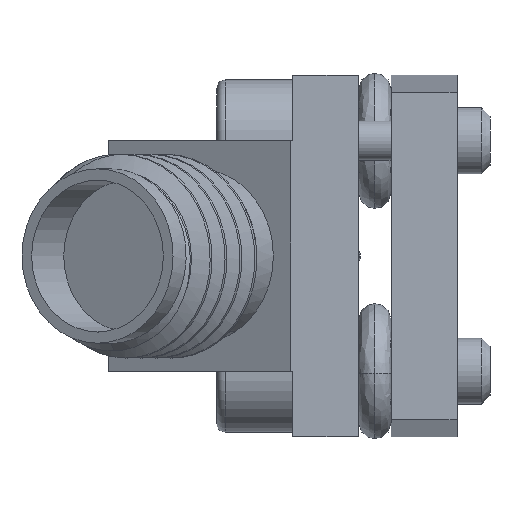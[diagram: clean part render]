
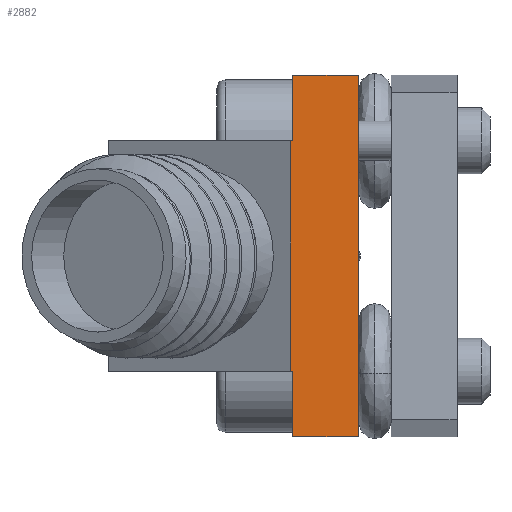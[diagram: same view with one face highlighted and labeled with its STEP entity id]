
A CAD part, left-side view. The second image highlights one B-rep face of the part: STEP entity #2882.
In plain terms, the highlighted planar face has unit normal (-1, 0, 0).
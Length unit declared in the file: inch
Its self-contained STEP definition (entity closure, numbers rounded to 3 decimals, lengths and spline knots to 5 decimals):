
#42 = DIRECTION ( 'NONE',  ( 0., 0., 1. ) ) ;
#88 = CARTESIAN_POINT ( 'NONE',  ( 0., 0.081, 0.1378 ) ) ;
#120 = CARTESIAN_POINT ( 'NONE',  ( 0., 0.07874, -0.21654 ) ) ;
#199 = VECTOR ( 'NONE', #6139, 39.37008 ) ;
#338 = ORIENTED_EDGE ( 'NONE', *, *, #3190, .T. ) ;
#372 = DIRECTION ( 'NONE',  ( 0., -1., 0. ) ) ;
#515 = CARTESIAN_POINT ( 'NONE',  ( 0., 0., 0. ) ) ;
#539 = CARTESIAN_POINT ( 'NONE',  ( 0., 0., -0.21654 ) ) ;
#561 = VERTEX_POINT ( 'NONE', #3501 ) ;
#758 = DIRECTION ( 'NONE',  ( 0., 0., -1. ) ) ;
#824 = VERTEX_POINT ( 'NONE', #2525 ) ;
#935 = VERTEX_POINT ( 'NONE', #88 ) ;
#1003 = EDGE_CURVE ( 'NONE', #561, #2130, #6015, .T. ) ;
#1077 = CARTESIAN_POINT ( 'NONE',  ( 0., 0.07874, 0.21654 ) ) ;
#1143 = EDGE_LOOP ( 'NONE', ( #1424, #2032, #338, #5712, #5270, #2279, #6115, #4472 ) ) ;
#1233 = LINE ( 'NONE', #120, #1891 ) ;
#1424 = ORIENTED_EDGE ( 'NONE', *, *, #1003, .T. ) ;
#1438 = CARTESIAN_POINT ( 'NONE',  ( 0., 0., 0.21654 ) ) ;
#1474 = VERTEX_POINT ( 'NONE', #3216 ) ;
#1507 = VECTOR ( 'NONE', #758, 39.37008 ) ;
#1570 = FACE_OUTER_BOUND ( 'NONE', #1143, .T. ) ;
#1891 = VECTOR ( 'NONE', #2245, 39.37008 ) ;
#2032 = ORIENTED_EDGE ( 'NONE', *, *, #6550, .T. ) ;
#2038 = LINE ( 'NONE', #1438, #5244 ) ;
#2130 = VERTEX_POINT ( 'NONE', #3771 ) ;
#2245 = DIRECTION ( 'NONE',  ( 0., 0., -1. ) ) ;
#2279 = ORIENTED_EDGE ( 'NONE', *, *, #2693, .T. ) ;
#2525 = CARTESIAN_POINT ( 'NONE',  ( 0., 0., -0.21654 ) ) ;
#2693 = EDGE_CURVE ( 'NONE', #6154, #1474, #1233, .T. ) ;
#2882 = ADVANCED_FACE ( 'NONE', ( #1570 ), #3213, .T. ) ;
#2928 = LINE ( 'NONE', #5125, #199 ) ;
#3092 = CARTESIAN_POINT ( 'NONE',  ( 0., 0.07874, -0.21654 ) ) ;
#3190 = EDGE_CURVE ( 'NONE', #6702, #824, #4382, .T. ) ;
#3213 = PLANE ( 'NONE',  #3358 ) ;
#3216 = CARTESIAN_POINT ( 'NONE',  ( 0., 0.07874, 0.1378 ) ) ;
#3294 = DIRECTION ( 'NONE',  ( 0., -1., 0. ) ) ;
#3317 = DIRECTION ( 'NONE',  ( 0., -1., 0. ) ) ;
#3358 = AXIS2_PLACEMENT_3D ( 'NONE', #539, #6396, #42 ) ;
#3478 = LINE ( 'NONE', #4653, #4922 ) ;
#3501 = CARTESIAN_POINT ( 'NONE',  ( 0., 0.081, -0.1378 ) ) ;
#3771 = CARTESIAN_POINT ( 'NONE',  ( 0., 0.07874, -0.1378 ) ) ;
#3903 = CARTESIAN_POINT ( 'NONE',  ( 0., 0., -0.1378 ) ) ;
#4009 = LINE ( 'NONE', #6125, #1507 ) ;
#4033 = VECTOR ( 'NONE', #3317, 39.37008 ) ;
#4369 = EDGE_CURVE ( 'NONE', #935, #561, #4009, .T. ) ;
#4382 = LINE ( 'NONE', #6530, #4033 ) ;
#4472 = ORIENTED_EDGE ( 'NONE', *, *, #4369, .T. ) ;
#4653 = CARTESIAN_POINT ( 'NONE',  ( 0., 0.07874, -0.21654 ) ) ;
#4922 = VECTOR ( 'NONE', #5581, 39.37008 ) ;
#5125 = CARTESIAN_POINT ( 'NONE',  ( 0., 0., 0.1378 ) ) ;
#5179 = DIRECTION ( 'NONE',  ( 0., 0., 1. ) ) ;
#5244 = VECTOR ( 'NONE', #372, 39.37008 ) ;
#5270 = ORIENTED_EDGE ( 'NONE', *, *, #5738, .F. ) ;
#5320 = LINE ( 'NONE', #515, #5583 ) ;
#5579 = VECTOR ( 'NONE', #3294, 39.37008 ) ;
#5581 = DIRECTION ( 'NONE',  ( 0., 0., -1. ) ) ;
#5583 = VECTOR ( 'NONE', #5179, 39.37008 ) ;
#5712 = ORIENTED_EDGE ( 'NONE', *, *, #5729, .T. ) ;
#5729 = EDGE_CURVE ( 'NONE', #824, #6848, #5320, .T. ) ;
#5738 = EDGE_CURVE ( 'NONE', #6154, #6848, #2038, .T. ) ;
#5925 = CARTESIAN_POINT ( 'NONE',  ( 0., 0., 0.21654 ) ) ;
#6015 = LINE ( 'NONE', #3903, #5579 ) ;
#6085 = EDGE_CURVE ( 'NONE', #935, #1474, #2928, .T. ) ;
#6115 = ORIENTED_EDGE ( 'NONE', *, *, #6085, .F. ) ;
#6125 = CARTESIAN_POINT ( 'NONE',  ( 0., 0.081, -0.21654 ) ) ;
#6139 = DIRECTION ( 'NONE',  ( 0., -1., 0. ) ) ;
#6154 = VERTEX_POINT ( 'NONE', #1077 ) ;
#6396 = DIRECTION ( 'NONE',  ( -1., 0., 0. ) ) ;
#6530 = CARTESIAN_POINT ( 'NONE',  ( 0., 0., -0.21654 ) ) ;
#6550 = EDGE_CURVE ( 'NONE', #2130, #6702, #3478, .T. ) ;
#6702 = VERTEX_POINT ( 'NONE', #3092 ) ;
#6848 = VERTEX_POINT ( 'NONE', #5925 ) ;
